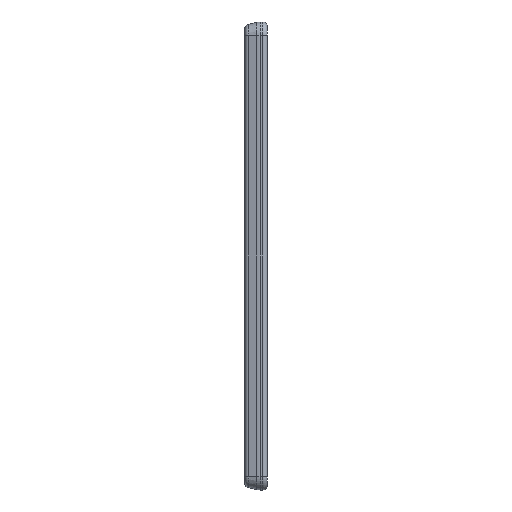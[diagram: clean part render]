
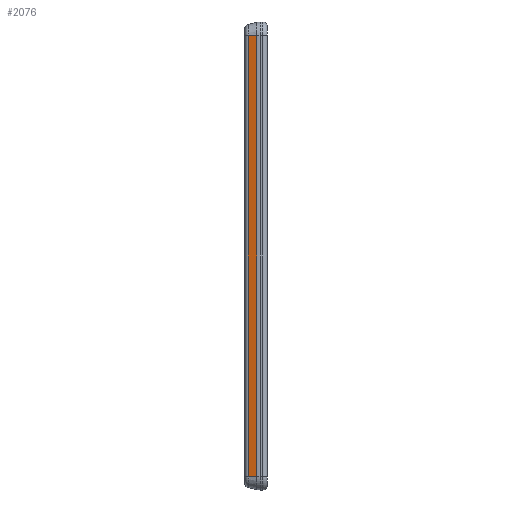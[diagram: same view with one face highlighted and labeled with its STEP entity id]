
A CAD part, left-side view. The second image highlights one B-rep face of the part: STEP entity #2076.
In plain terms, the highlighted planar face has unit normal (-0.97, 0.242, 0).
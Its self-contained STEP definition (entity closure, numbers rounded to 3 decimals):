
#232 = LINE ( 'NONE', #2790, #6265 ) ;
#456 = DIRECTION ( 'NONE',  ( 0.243, 0.97, 0. ) ) ;
#808 = VERTEX_POINT ( 'NONE', #2513 ) ;
#822 = DIRECTION ( 'NONE',  ( 0.97, -0.243, 0. ) ) ;
#905 = CARTESIAN_POINT ( 'NONE',  ( -37.5, -1.92, -65.17 ) ) ;
#944 = EDGE_LOOP ( 'NONE', ( #1622, #4843, #8150, #6058 ) ) ;
#950 = FACE_OUTER_BOUND ( 'NONE', #944, .T. ) ;
#1134 = LINE ( 'NONE', #1758, #3236 ) ;
#1622 = ORIENTED_EDGE ( 'NONE', *, *, #8283, .F. ) ;
#1758 = CARTESIAN_POINT ( 'NONE',  ( -37.5, -1.92, 65.17 ) ) ;
#1815 = EDGE_CURVE ( 'NONE', #5095, #6039, #1134, .T. ) ;
#2076 = ADVANCED_FACE ( 'NONE', ( #950 ), #6561, .F. ) ;
#2513 = CARTESIAN_POINT ( 'NONE',  ( -37.381, -1.442, -65.17 ) ) ;
#2630 = VERTEX_POINT ( 'NONE', #7301 ) ;
#2790 = CARTESIAN_POINT ( 'NONE',  ( -37.5, -1.92, -65.17 ) ) ;
#3236 = VECTOR ( 'NONE', #456, 1000. ) ;
#3612 = LINE ( 'NONE', #5648, #6720 ) ;
#4248 = EDGE_CURVE ( 'NONE', #808, #5095, #3612, .T. ) ;
#4279 = LINE ( 'NONE', #7608, #7421 ) ;
#4843 = ORIENTED_EDGE ( 'NONE', *, *, #4248, .T. ) ;
#5095 = VERTEX_POINT ( 'NONE', #7176 ) ;
#5354 = DIRECTION ( 'NONE',  ( 0.243, 0.97, 0. ) ) ;
#5506 = CARTESIAN_POINT ( 'NONE',  ( -36.737, 1.133, 65.17 ) ) ;
#5648 = CARTESIAN_POINT ( 'NONE',  ( -37.381, -1.442, 65.17 ) ) ;
#6039 = VERTEX_POINT ( 'NONE', #5506 ) ;
#6058 = ORIENTED_EDGE ( 'NONE', *, *, #7014, .T. ) ;
#6265 = VECTOR ( 'NONE', #5354, 1000. ) ;
#6561 = PLANE ( 'NONE',  #6977 ) ;
#6720 = VECTOR ( 'NONE', #8219, 1000. ) ;
#6897 = DIRECTION ( 'NONE',  ( 0., 0., -1. ) ) ;
#6977 = AXIS2_PLACEMENT_3D ( 'NONE', #905, #822, #7875 ) ;
#7014 = EDGE_CURVE ( 'NONE', #6039, #2630, #4279, .T. ) ;
#7176 = CARTESIAN_POINT ( 'NONE',  ( -37.381, -1.442, 65.17 ) ) ;
#7301 = CARTESIAN_POINT ( 'NONE',  ( -36.737, 1.133, -65.17 ) ) ;
#7421 = VECTOR ( 'NONE', #6897, 1000. ) ;
#7608 = CARTESIAN_POINT ( 'NONE',  ( -36.737, 1.133, -65.17 ) ) ;
#7875 = DIRECTION ( 'NONE',  ( 0., 0., -1. ) ) ;
#8150 = ORIENTED_EDGE ( 'NONE', *, *, #1815, .T. ) ;
#8219 = DIRECTION ( 'NONE',  ( 0., 0., 1. ) ) ;
#8283 = EDGE_CURVE ( 'NONE', #808, #2630, #232, .T. ) ;
